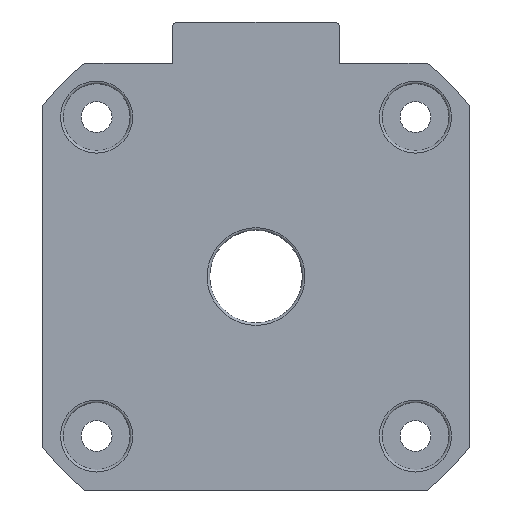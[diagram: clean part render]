
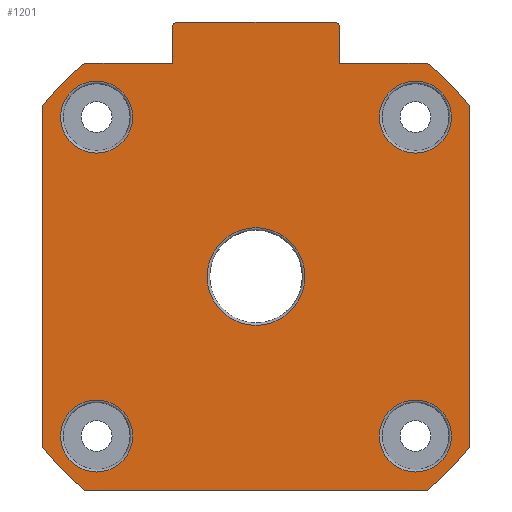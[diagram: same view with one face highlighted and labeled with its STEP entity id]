
A CAD part, front view. The second image highlights one B-rep face of the part: STEP entity #1201.
In plain terms, the highlighted planar face has unit normal (0, -1, 0).
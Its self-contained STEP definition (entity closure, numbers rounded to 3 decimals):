
#58=CIRCLE('',#1259,26.6);
#60=CIRCLE('',#1263,26.6);
#62=CIRCLE('',#1266,26.6);
#70=CIRCLE('',#1281,26.6);
#72=CIRCLE('',#1284,3.5);
#73=CIRCLE('',#1285,3.5);
#74=CIRCLE('',#1286,3.5);
#75=CIRCLE('',#1287,4.75);
#76=CIRCLE('',#1288,3.5);
#77=CIRCLE('',#1289,0.5);
#78=CIRCLE('',#1290,0.5);
#188=ORIENTED_EDGE('',*,*,#387,.T.);
#189=ORIENTED_EDGE('',*,*,#388,.T.);
#190=ORIENTED_EDGE('',*,*,#389,.T.);
#191=ORIENTED_EDGE('',*,*,#390,.T.);
#192=ORIENTED_EDGE('',*,*,#391,.T.);
#193=ORIENTED_EDGE('',*,*,#392,.F.);
#194=ORIENTED_EDGE('',*,*,#393,.T.);
#195=ORIENTED_EDGE('',*,*,#394,.F.);
#196=ORIENTED_EDGE('',*,*,#395,.T.);
#197=ORIENTED_EDGE('',*,*,#396,.T.);
#198=ORIENTED_EDGE('',*,*,#349,.F.);
#199=ORIENTED_EDGE('',*,*,#368,.F.);
#200=ORIENTED_EDGE('',*,*,#362,.F.);
#201=ORIENTED_EDGE('',*,*,#359,.F.);
#202=ORIENTED_EDGE('',*,*,#352,.F.);
#203=ORIENTED_EDGE('',*,*,#385,.F.);
#204=ORIENTED_EDGE('',*,*,#373,.F.);
#205=ORIENTED_EDGE('',*,*,#370,.F.);
#206=ORIENTED_EDGE('',*,*,#325,.F.);
#325=EDGE_CURVE('',#434,#435,#515,.T.);
#349=EDGE_CURVE('',#454,#451,#530,.T.);
#352=EDGE_CURVE('',#457,#458,#531,.T.);
#359=EDGE_CURVE('',#458,#463,#58,.T.);
#362=EDGE_CURVE('',#463,#465,#539,.T.);
#368=EDGE_CURVE('',#465,#454,#60,.T.);
#370=EDGE_CURVE('',#435,#469,#62,.T.);
#373=EDGE_CURVE('',#469,#471,#546,.T.);
#385=EDGE_CURVE('',#471,#457,#70,.T.);
#387=EDGE_CURVE('',#481,#481,#72,.T.);
#388=EDGE_CURVE('',#482,#482,#73,.T.);
#389=EDGE_CURVE('',#483,#483,#74,.T.);
#390=EDGE_CURVE('',#484,#484,#75,.T.);
#391=EDGE_CURVE('',#485,#485,#76,.T.);
#392=EDGE_CURVE('',#486,#434,#552,.T.);
#393=EDGE_CURVE('',#486,#487,#77,.F.);
#394=EDGE_CURVE('',#488,#487,#553,.T.);
#395=EDGE_CURVE('',#488,#489,#78,.F.);
#396=EDGE_CURVE('',#489,#451,#554,.T.);
#434=VERTEX_POINT('',#1631);
#435=VERTEX_POINT('',#1633);
#451=VERTEX_POINT('',#1670);
#454=VERTEX_POINT('',#1677);
#457=VERTEX_POINT('',#1686);
#458=VERTEX_POINT('',#1687);
#463=VERTEX_POINT('',#1700);
#465=VERTEX_POINT('',#1706);
#469=VERTEX_POINT('',#1720);
#471=VERTEX_POINT('',#1726);
#481=VERTEX_POINT('',#1757);
#482=VERTEX_POINT('',#1759);
#483=VERTEX_POINT('',#1761);
#484=VERTEX_POINT('',#1763);
#485=VERTEX_POINT('',#1765);
#486=VERTEX_POINT('',#1767);
#487=VERTEX_POINT('',#1769);
#488=VERTEX_POINT('',#1771);
#489=VERTEX_POINT('',#1773);
#515=LINE('',#1632,#575);
#530=LINE('',#1678,#590);
#531=LINE('',#1685,#591);
#539=LINE('',#1705,#599);
#546=LINE('',#1725,#606);
#552=LINE('',#1766,#612);
#553=LINE('',#1770,#613);
#554=LINE('',#1774,#614);
#575=VECTOR('',#1360,1000.);
#590=VECTOR('',#1397,1000.);
#591=VECTOR('',#1406,1000.);
#599=VECTOR('',#1422,1000.);
#606=VECTOR('',#1443,1000.);
#612=VECTOR('',#1489,1000.);
#613=VECTOR('',#1492,1000.);
#614=VECTOR('',#1495,1000.);
#652=EDGE_LOOP('',(#188));
#653=EDGE_LOOP('',(#189));
#654=EDGE_LOOP('',(#190));
#655=EDGE_LOOP('',(#191));
#656=EDGE_LOOP('',(#192));
#657=EDGE_LOOP('',(#193,#194,#195,#196,#197,#198,#199,#200,#201,#202,#203,
#204,#205,#206));
#736=FACE_BOUND('',#652,.T.);
#737=FACE_BOUND('',#653,.T.);
#738=FACE_BOUND('',#654,.T.);
#739=FACE_BOUND('',#655,.T.);
#740=FACE_BOUND('',#656,.T.);
#741=FACE_BOUND('',#657,.T.);
#801=PLANE('',#1283);
#1201=ADVANCED_FACE('',(#736,#737,#738,#739,#740,#741),#801,.F.);
#1259=AXIS2_PLACEMENT_3D('',#1699,#1415,#1416);
#1263=AXIS2_PLACEMENT_3D('',#1716,#1430,#1431);
#1266=AXIS2_PLACEMENT_3D('',#1719,#1436,#1437);
#1281=AXIS2_PLACEMENT_3D('',#1753,#1473,#1474);
#1283=AXIS2_PLACEMENT_3D('',#1755,#1477,#1478);
#1284=AXIS2_PLACEMENT_3D('',#1756,#1479,#1480);
#1285=AXIS2_PLACEMENT_3D('',#1758,#1481,#1482);
#1286=AXIS2_PLACEMENT_3D('',#1760,#1483,#1484);
#1287=AXIS2_PLACEMENT_3D('',#1762,#1485,#1486);
#1288=AXIS2_PLACEMENT_3D('',#1764,#1487,#1488);
#1289=AXIS2_PLACEMENT_3D('',#1768,#1490,#1491);
#1290=AXIS2_PLACEMENT_3D('',#1772,#1493,#1494);
#1360=DIRECTION('',(1.,0.,0.));
#1397=DIRECTION('',(1.,0.,0.));
#1406=DIRECTION('',(-1.,0.,0.));
#1415=DIRECTION('',(0.,1.,0.));
#1416=DIRECTION('',(1.,0.,0.));
#1422=DIRECTION('',(0.,0.,1.));
#1430=DIRECTION('',(0.,1.,0.));
#1431=DIRECTION('',(1.,0.,0.));
#1436=DIRECTION('',(0.,1.,0.));
#1437=DIRECTION('',(1.,0.,0.));
#1443=DIRECTION('',(0.,0.,-1.));
#1473=DIRECTION('',(0.,1.,0.));
#1474=DIRECTION('',(1.,0.,0.));
#1477=DIRECTION('',(0.,1.,0.));
#1478=DIRECTION('',(0.,0.,1.));
#1479=DIRECTION('',(0.,1.,0.));
#1480=DIRECTION('',(0.,0.,1.));
#1481=DIRECTION('',(0.,1.,0.));
#1482=DIRECTION('',(0.,0.,1.));
#1483=DIRECTION('',(0.,1.,0.));
#1484=DIRECTION('',(0.,0.,1.));
#1485=DIRECTION('',(0.,1.,0.));
#1486=DIRECTION('',(0.,0.,1.));
#1487=DIRECTION('',(0.,1.,0.));
#1488=DIRECTION('',(0.,0.,1.));
#1489=DIRECTION('',(0.,0.,-1.));
#1490=DIRECTION('',(0.,1.,0.));
#1491=DIRECTION('',(0.,0.,1.));
#1492=DIRECTION('',(1.,0.,0.));
#1493=DIRECTION('',(0.,1.,0.));
#1494=DIRECTION('',(0.,0.,1.));
#1495=DIRECTION('',(0.,0.,-1.));
#1631=CARTESIAN_POINT('',(8.1,0.,20.75));
#1632=CARTESIAN_POINT('',(16.643,0.,20.75));
#1633=CARTESIAN_POINT('',(16.643,0.,20.75));
#1670=CARTESIAN_POINT('',(-8.1,0.,20.75));
#1677=CARTESIAN_POINT('',(-16.643,0.,20.75));
#1678=CARTESIAN_POINT('',(16.643,0.,20.75));
#1685=CARTESIAN_POINT('',(-16.643,0.,-20.75));
#1686=CARTESIAN_POINT('',(16.643,0.,-20.75));
#1687=CARTESIAN_POINT('',(-16.643,0.,-20.75));
#1699=CARTESIAN_POINT('',(0.,0.,0.));
#1700=CARTESIAN_POINT('',(-20.75,0.,-16.643));
#1705=CARTESIAN_POINT('',(-20.75,0.,16.643));
#1706=CARTESIAN_POINT('',(-20.75,0.,16.643));
#1716=CARTESIAN_POINT('',(0.,0.,0.));
#1719=CARTESIAN_POINT('',(0.,0.,0.));
#1720=CARTESIAN_POINT('',(20.75,0.,16.643));
#1725=CARTESIAN_POINT('',(20.75,0.,-16.643));
#1726=CARTESIAN_POINT('',(20.75,0.,-16.643));
#1753=CARTESIAN_POINT('',(0.,0.,0.));
#1755=CARTESIAN_POINT('',(0.,0.,0.));
#1756=CARTESIAN_POINT('',(15.5,0.,15.5));
#1757=CARTESIAN_POINT('',(15.5,0.,19.));
#1758=CARTESIAN_POINT('',(-15.5,0.,-15.5));
#1759=CARTESIAN_POINT('',(-15.5,0.,-12.));
#1760=CARTESIAN_POINT('',(15.5,0.,-15.5));
#1761=CARTESIAN_POINT('',(15.5,0.,-12.));
#1762=CARTESIAN_POINT('',(0.,0.,0.));
#1763=CARTESIAN_POINT('',(0.,0.,4.75));
#1764=CARTESIAN_POINT('',(-15.5,0.,15.5));
#1765=CARTESIAN_POINT('',(-15.5,0.,19.));
#1766=CARTESIAN_POINT('',(8.1,0.,24.75));
#1767=CARTESIAN_POINT('',(8.1,0.,24.25));
#1768=CARTESIAN_POINT('',(7.6,0.,24.25));
#1769=CARTESIAN_POINT('',(7.6,0.,24.75));
#1770=CARTESIAN_POINT('',(-8.1,0.,24.75));
#1771=CARTESIAN_POINT('',(-7.6,0.,24.75));
#1772=CARTESIAN_POINT('',(-7.6,0.,24.25));
#1773=CARTESIAN_POINT('',(-8.1,0.,24.25));
#1774=CARTESIAN_POINT('',(-8.1,0.,24.75));
